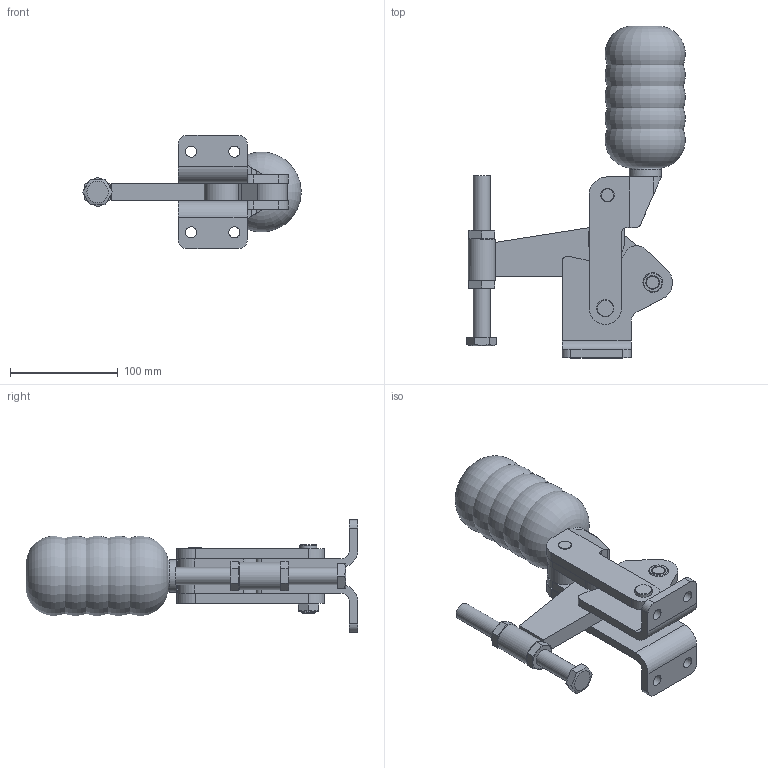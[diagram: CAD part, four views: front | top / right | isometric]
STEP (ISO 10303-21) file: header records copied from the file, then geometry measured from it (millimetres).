
FILE_DESCRIPTION(/* description */ ('Alibre Inc.'),/* implementation_level */ '2;1');
FILE_NAME(/* name */ 'export0',/* time_stamp */ '2012-02-17T12:12:41+01:00',/* author */ (''),/* organization */ (''),/* preprocessor_version */ 'ST-DEVELOPER v12',/* originating_system */ 'Alibre',/* authorisation */ '');
FILE_SCHEMA (('CONFIG_CONTROL_DESIGN'));
Length unit declared in the file: millimetre
Products named in the file (1): ID_1
Bounding box: 202.84 x 308 x 105 mm (x, y, z)
Volume: 1316978 mm3; surface area: 250427.5 mm2
Topology: 23 solids, 23 shells, 259 faces, 596 edges, 389 vertices
Faces by surface type: plane 119, cylinder 82, cone 45, torus 11, sphere 2
Full cylindrical faces by diameter (mm): 10.2 x1, 10.3 x4, 10.65 x3, 12.65 x6, 12.7 x8, 12.75 x8, 14 x2, 16 x2, 16.275 x1, 18.05 x4, 18.18 x4, 25 x2, 30 x1, 32 x2
Entity records: 6406 total; most frequent: CARTESIAN_POINT 1188, ORIENTED_EDGE 972, DIRECTION 938, EDGE_CURVE 486, AXIS2_PLACEMENT_3D 438, EDGE_LOOP 404, FACE_BOUND 404, VERTEX_POINT 362
